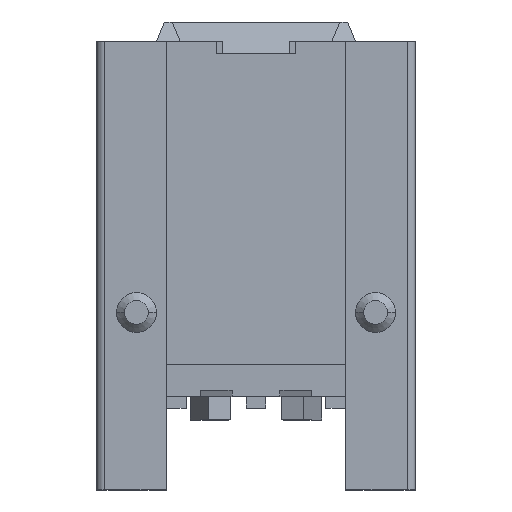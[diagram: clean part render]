
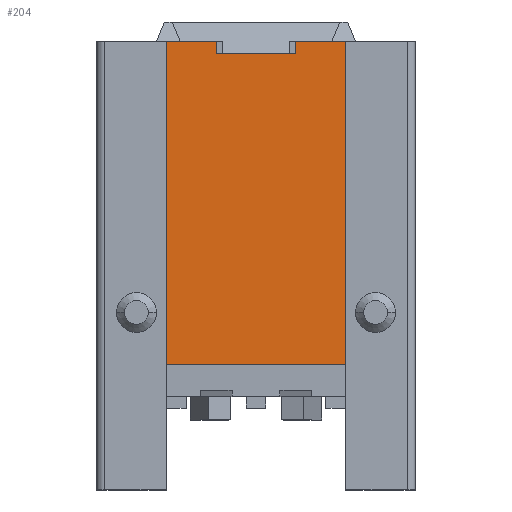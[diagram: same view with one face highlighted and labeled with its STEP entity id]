
A CAD part, top view. The second image highlights one B-rep face of the part: STEP entity #204.
In plain terms, the highlighted planar face has unit normal (0, 0, 1).
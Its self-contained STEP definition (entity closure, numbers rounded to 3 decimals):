
#204=ADVANCED_FACE('',(#570),#571,.F.);
#570=FACE_OUTER_BOUND('',#1009,.T.);
#571=PLANE('',#1010);
#1009=EDGE_LOOP('',(#2383,#2384,#2385,#2386,#2387,#2388,#2389,#2390));
#1010=AXIS2_PLACEMENT_3D('',#2391,#2392,#2393);
#2383=ORIENTED_EDGE('',*,*,#2989,.T.);
#2384=ORIENTED_EDGE('',*,*,#3083,.F.);
#2385=ORIENTED_EDGE('',*,*,#3433,.F.);
#2386=ORIENTED_EDGE('',*,*,#3140,.T.);
#2387=ORIENTED_EDGE('',*,*,#3001,.T.);
#2388=ORIENTED_EDGE('',*,*,#3434,.T.);
#2389=ORIENTED_EDGE('',*,*,#3435,.F.);
#2390=ORIENTED_EDGE('',*,*,#3436,.F.);
#2391=CARTESIAN_POINT('',(2.25,3.15,-0.1));
#2392=DIRECTION('',(0.0,0.0,-1.0));
#2393=DIRECTION('',(0.0,-1.0,0.0));
#2989=EDGE_CURVE('',#3614,#3612,#3615,.T.);
#3001=EDGE_CURVE('',#3638,#3636,#3639,.T.);
#3083=EDGE_CURVE('',#3779,#3612,#3781,.T.);
#3140=EDGE_CURVE('',#3871,#3638,#3872,.T.);
#3433=EDGE_CURVE('',#3871,#3779,#4360,.T.);
#3434=EDGE_CURVE('',#3636,#4361,#4362,.T.);
#3435=EDGE_CURVE('',#4363,#4361,#4364,.T.);
#3436=EDGE_CURVE('',#3614,#4363,#4365,.T.);
#3612=VERTEX_POINT('',#4570);
#3614=VERTEX_POINT('',#4573);
#3615=LINE('',#4574,#4575);
#3636=VERTEX_POINT('',#4604);
#3638=VERTEX_POINT('',#4607);
#3639=LINE('',#4608,#4609);
#3779=VERTEX_POINT('',#4809);
#3781=LINE('',#4812,#4813);
#3871=VERTEX_POINT('',#4956);
#3872=LINE('',#4957,#4958);
#4360=LINE('',#5725,#5726);
#4361=VERTEX_POINT('',#5727);
#4362=LINE('',#5728,#5729);
#4363=VERTEX_POINT('',#5730);
#4364=LINE('',#5731,#5732);
#4365=LINE('',#5733,#5734);
#4570=CARTESIAN_POINT('',(-2.25,11.25,-0.1));
#4573=CARTESIAN_POINT('',(-1.0,11.25,-0.1));
#4574=CARTESIAN_POINT('',(-1.0,11.25,-0.1));
#4575=VECTOR('',#6008,1.25);
#4604=CARTESIAN_POINT('',(1.0,11.25,-0.1));
#4607=CARTESIAN_POINT('',(2.25,11.25,-0.1));
#4608=CARTESIAN_POINT('',(2.25,11.25,-0.1));
#4609=VECTOR('',#6024,1.25);
#4809=CARTESIAN_POINT('',(-2.25,3.15,-0.1));
#4812=CARTESIAN_POINT('',(-2.25,3.15,-0.1));
#4813=VECTOR('',#6146,8.1);
#4956=CARTESIAN_POINT('',(2.25,3.15,-0.1));
#4957=CARTESIAN_POINT('',(2.25,3.15,-0.1));
#4958=VECTOR('',#6209,8.1);
#5725=CARTESIAN_POINT('',(2.25,3.15,-0.1));
#5726=VECTOR('',#6528,4.5);
#5727=CARTESIAN_POINT('',(1.0,10.95,-0.1));
#5728=CARTESIAN_POINT('',(1.0,11.25,-0.1));
#5729=VECTOR('',#6529,0.3);
#5730=CARTESIAN_POINT('',(-1.0,10.95,-0.1));
#5731=CARTESIAN_POINT('',(-1.0,10.95,-0.1));
#5732=VECTOR('',#6530,2.0);
#5733=CARTESIAN_POINT('',(-1.0,11.25,-0.1));
#5734=VECTOR('',#6531,0.3);
#6008=DIRECTION('',(-1.0,0.0,0.0));
#6024=DIRECTION('',(-1.0,0.0,0.0));
#6146=DIRECTION('',(0.0,1.0,0.0));
#6209=DIRECTION('',(0.0,1.0,0.0));
#6528=DIRECTION('',(-1.0,0.0,0.0));
#6529=DIRECTION('',(0.0,-1.0,0.0));
#6530=DIRECTION('',(1.0,0.0,0.0));
#6531=DIRECTION('',(0.0,-1.0,0.0));
